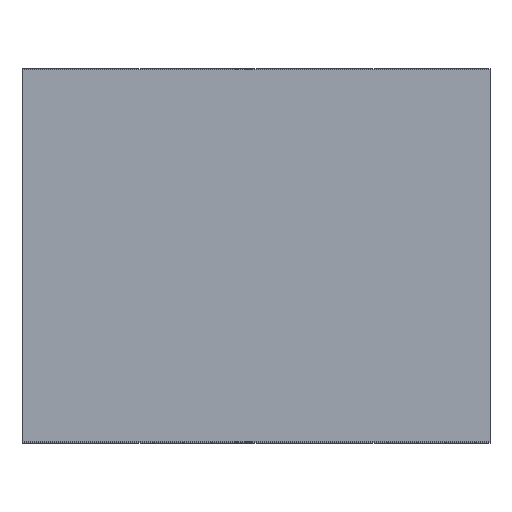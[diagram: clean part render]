
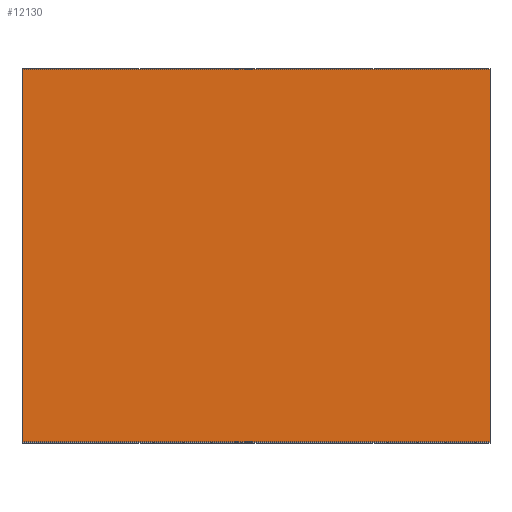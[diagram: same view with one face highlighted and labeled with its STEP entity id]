
A CAD part, top view. The second image highlights one B-rep face of the part: STEP entity #12130.
In plain terms, the highlighted face is planar.
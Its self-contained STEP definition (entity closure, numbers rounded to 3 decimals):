
#11779=DIRECTION('',(1.,0.,0.));
#11780=VECTOR('',#11779,79.6);
#11781=CARTESIAN_POINT('',(-39.8,1.6,50.));
#11782=LINE('',#11781,#11780);
#11787=DIRECTION('',(1.,0.,0.));
#11788=VECTOR('',#11787,79.6);
#11789=CARTESIAN_POINT('',(-39.8,1.6,-50.));
#11790=LINE('',#11789,#11788);
#11791=DIRECTION('',(0.,0.,1.));
#11792=VECTOR('',#11791,100.);
#11793=CARTESIAN_POINT('',(39.8,1.6,-50.));
#11794=LINE('',#11793,#11792);
#11799=DIRECTION('',(0.,0.,1.));
#11800=VECTOR('',#11799,100.);
#11801=CARTESIAN_POINT('',(-39.8,1.6,-50.));
#11802=LINE('',#11801,#11800);
#11963=CARTESIAN_POINT('',(39.8,1.6,-50.));
#11964=CARTESIAN_POINT('',(39.8,1.6,50.));
#11965=VERTEX_POINT('',#11963);
#11966=VERTEX_POINT('',#11964);
#11967=CARTESIAN_POINT('',(-39.8,1.6,-50.));
#11968=CARTESIAN_POINT('',(-39.8,1.6,50.));
#11969=VERTEX_POINT('',#11967);
#11970=VERTEX_POINT('',#11968);
#12118=CARTESIAN_POINT('',(-38.,1.6,-50.));
#12119=DIRECTION('',(0.,1.,0.));
#12120=DIRECTION('',(-1.,0.,0.));
#12121=AXIS2_PLACEMENT_3D('',#12118,#12119,#12120);
#12122=PLANE('',#12121);
#12123=ORIENTED_EDGE('',*,*,#12100,.F.);
#12125=ORIENTED_EDGE('',*,*,#12124,.F.);
#12126=ORIENTED_EDGE('',*,*,#12004,.T.);
#12127=ORIENTED_EDGE('',*,*,#12113,.T.);
#12128=EDGE_LOOP('',(#12123,#12125,#12126,#12127));
#12129=FACE_OUTER_BOUND('',#12128,.F.);
#12004=EDGE_CURVE('',#11969,#11965,#11790,.T.);
#12100=EDGE_CURVE('',#11970,#11966,#11782,.T.);
#12113=EDGE_CURVE('',#11965,#11966,#11794,.T.);
#12124=EDGE_CURVE('',#11969,#11970,#11802,.T.);
#12130=ADVANCED_FACE('',(#12129),#12122,.T.);
